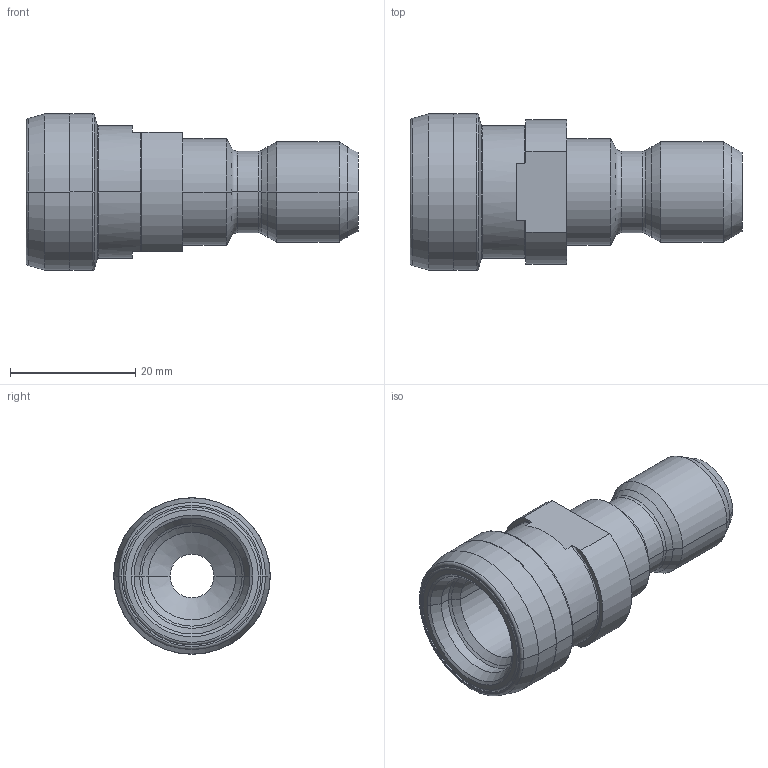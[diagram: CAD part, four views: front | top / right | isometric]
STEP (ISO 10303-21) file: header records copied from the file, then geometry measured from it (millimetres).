
FILE_DESCRIPTION((''),'2;1');
FILE_NAME('88-303-40','2012-04-13T',('mei'),(''),'PRO/ENGINEER BY PARAMETRIC TECHNOLOGY CORPORATION, 2010430','PRO/ENGINEER BY PARAMETRIC TECHNOLOGY CORPORATION, 2010430','');
FILE_SCHEMA(('CONFIG_CONTROL_DESIGN'));
Length unit declared in the file: millimetre
Products named in the file (1): 88-303-40
Bounding box: 53 x 25 x 25 mm (x, y, z)
Volume: 10209.3 mm3; surface area: 7186.3 mm2
Topology: 1 solids, 4 shells, 81 faces, 176 edges, 102 vertices
Faces by surface type: cylinder 30, cone 22, torus 16, plane 13
Entity records: 2281 total; most frequent: DIRECTION 442, CARTESIAN_POINT 394, ORIENTED_EDGE 344, AXIS2_PLACEMENT_3D 188, EDGE_CURVE 176, CIRCLE 106, VERTEX_POINT 102, EDGE_LOOP 88
